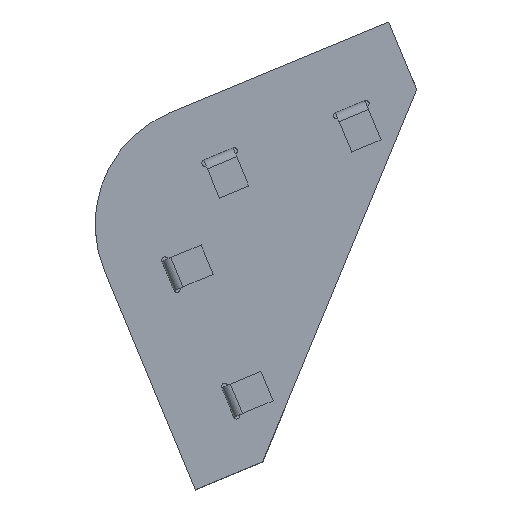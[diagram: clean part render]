
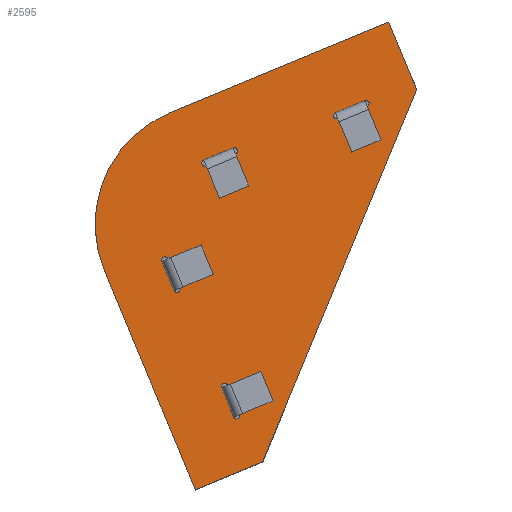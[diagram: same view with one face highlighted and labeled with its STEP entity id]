
A CAD part, top view. The second image highlights one B-rep face of the part: STEP entity #2595.
In plain terms, the highlighted face is planar.
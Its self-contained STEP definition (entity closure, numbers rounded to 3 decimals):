
#374=CIRCLE('',#2698,38.);
#376=CIRCLE('',#2704,1.);
#378=CIRCLE('',#2708,1.);
#380=CIRCLE('',#2712,1.);
#382=CIRCLE('',#2716,1.);
#384=CIRCLE('',#2720,1.);
#386=CIRCLE('',#2724,1.);
#388=CIRCLE('',#2728,1.);
#390=CIRCLE('',#2732,1.);
#472=VERTEX_POINT('',#3522);
#473=VERTEX_POINT('',#3524);
#475=VERTEX_POINT('',#3530);
#477=VERTEX_POINT('',#3536);
#479=VERTEX_POINT('',#3542);
#481=VERTEX_POINT('',#3548);
#484=VERTEX_POINT('',#3558);
#485=VERTEX_POINT('',#3560);
#487=VERTEX_POINT('',#3566);
#489=VERTEX_POINT('',#3572);
#492=VERTEX_POINT('',#3582);
#493=VERTEX_POINT('',#3584);
#495=VERTEX_POINT('',#3590);
#497=VERTEX_POINT('',#3596);
#500=VERTEX_POINT('',#3606);
#501=VERTEX_POINT('',#3608);
#503=VERTEX_POINT('',#3614);
#505=VERTEX_POINT('',#3620);
#508=VERTEX_POINT('',#3630);
#509=VERTEX_POINT('',#3632);
#511=VERTEX_POINT('',#3638);
#513=VERTEX_POINT('',#3644);
#708=VECTOR('',#2911,1.);
#712=VECTOR('',#2916,1.);
#716=VECTOR('',#2927,1.);
#719=VECTOR('',#2931,1.);
#721=VECTOR('',#2934,1.);
#726=VECTOR('',#2946,1.);
#729=VECTOR('',#2956,1.);
#734=VECTOR('',#2968,1.);
#737=VECTOR('',#2978,1.);
#742=VECTOR('',#2990,1.);
#745=VECTOR('',#3000,1.);
#750=VECTOR('',#3012,1.);
#753=VECTOR('',#3022,1.);
#968=LINE('',#3523,#708);
#972=LINE('',#3531,#712);
#976=LINE('',#3543,#716);
#979=LINE('',#3549,#719);
#981=LINE('',#3552,#721);
#986=LINE('',#3567,#726);
#989=LINE('',#3576,#729);
#994=LINE('',#3591,#734);
#997=LINE('',#3600,#737);
#1002=LINE('',#3615,#742);
#1005=LINE('',#3624,#745);
#1010=LINE('',#3639,#750);
#1013=LINE('',#3648,#753);
#1228=EDGE_CURVE('',#472,#473,#968,.T.);
#1232=EDGE_CURVE('',#475,#472,#972,.T.);
#1235=EDGE_CURVE('',#477,#475,#374,.T.);
#1238=EDGE_CURVE('',#479,#477,#976,.T.);
#1241=EDGE_CURVE('',#481,#479,#979,.T.);
#1243=EDGE_CURVE('',#473,#481,#981,.T.);
#1246=EDGE_CURVE('',#485,#484,#376,.T.);
#1250=EDGE_CURVE('',#487,#484,#986,.T.);
#1253=EDGE_CURVE('',#487,#489,#378,.T.);
#1255=EDGE_CURVE('',#485,#489,#989,.T.);
#1258=EDGE_CURVE('',#493,#492,#380,.T.);
#1262=EDGE_CURVE('',#495,#492,#994,.T.);
#1265=EDGE_CURVE('',#495,#497,#382,.T.);
#1267=EDGE_CURVE('',#493,#497,#997,.T.);
#1270=EDGE_CURVE('',#501,#500,#384,.T.);
#1274=EDGE_CURVE('',#503,#500,#1002,.T.);
#1277=EDGE_CURVE('',#503,#505,#386,.T.);
#1279=EDGE_CURVE('',#501,#505,#1005,.T.);
#1282=EDGE_CURVE('',#509,#508,#388,.T.);
#1286=EDGE_CURVE('',#511,#508,#1010,.T.);
#1289=EDGE_CURVE('',#511,#513,#390,.T.);
#1291=EDGE_CURVE('',#509,#513,#1013,.T.);
#1682=ORIENTED_EDGE('',*,*,#1291,.F.);
#1683=ORIENTED_EDGE('',*,*,#1282,.T.);
#1684=ORIENTED_EDGE('',*,*,#1286,.F.);
#1685=ORIENTED_EDGE('',*,*,#1289,.T.);
#1686=ORIENTED_EDGE('',*,*,#1279,.F.);
#1687=ORIENTED_EDGE('',*,*,#1270,.T.);
#1688=ORIENTED_EDGE('',*,*,#1274,.F.);
#1689=ORIENTED_EDGE('',*,*,#1277,.T.);
#1690=ORIENTED_EDGE('',*,*,#1267,.F.);
#1691=ORIENTED_EDGE('',*,*,#1258,.T.);
#1692=ORIENTED_EDGE('',*,*,#1262,.F.);
#1693=ORIENTED_EDGE('',*,*,#1265,.T.);
#1694=ORIENTED_EDGE('',*,*,#1255,.F.);
#1695=ORIENTED_EDGE('',*,*,#1246,.T.);
#1696=ORIENTED_EDGE('',*,*,#1250,.F.);
#1697=ORIENTED_EDGE('',*,*,#1253,.T.);
#1698=ORIENTED_EDGE('',*,*,#1228,.F.);
#1699=ORIENTED_EDGE('',*,*,#1232,.F.);
#1700=ORIENTED_EDGE('',*,*,#1235,.F.);
#1701=ORIENTED_EDGE('',*,*,#1238,.F.);
#1702=ORIENTED_EDGE('',*,*,#1241,.F.);
#1703=ORIENTED_EDGE('',*,*,#1243,.F.);
#2291=EDGE_LOOP('',(#1682,#1683,#1684,#1685));
#2292=EDGE_LOOP('',(#1686,#1687,#1688,#1689));
#2293=EDGE_LOOP('',(#1690,#1691,#1692,#1693));
#2294=EDGE_LOOP('',(#1694,#1695,#1696,#1697));
#2295=EDGE_LOOP('',(#1698,#1699,#1700,#1701,#1702,#1703));
#2445=FACE_BOUND('',#2291,.T.);
#2446=FACE_BOUND('',#2292,.T.);
#2447=FACE_BOUND('',#2293,.T.);
#2448=FACE_BOUND('',#2294,.T.);
#2449=FACE_BOUND('',#2295,.T.);
#2595=ADVANCED_FACE('',(#2445,#2446,#2447,#2448,#2449),#4241,.F.);
#2698=AXIS2_PLACEMENT_3D('',#3537,#2922,#2923);
#2704=AXIS2_PLACEMENT_3D('',#3559,#2940,#2941);
#2708=AXIS2_PLACEMENT_3D('',#3573,#2952,#2953);
#2712=AXIS2_PLACEMENT_3D('',#3583,#2962,#2963);
#2716=AXIS2_PLACEMENT_3D('',#3597,#2974,#2975);
#2720=AXIS2_PLACEMENT_3D('',#3607,#2984,#2985);
#2724=AXIS2_PLACEMENT_3D('',#3621,#2996,#2997);
#2728=AXIS2_PLACEMENT_3D('',#3631,#3006,#3007);
#2732=AXIS2_PLACEMENT_3D('',#3645,#3018,#3019);
#2735=AXIS2_PLACEMENT_3D('',#3650,#3024,$);
#2911=DIRECTION('',(0.,-1.,0.));
#2916=DIRECTION('',(-1.,0.,0.));
#2922=DIRECTION('',(0.,0.,1.));
#2923=DIRECTION('',(38.,0.,0.));
#2927=DIRECTION('',(0.,1.,0.));
#2931=DIRECTION('',(1.,0.,0.));
#2934=DIRECTION('',(0.707,-0.707,0.));
#2940=DIRECTION('',(0.,0.,1.));
#2941=DIRECTION('',(1.,0.,0.));
#2946=DIRECTION('',(-1.,0.,0.));
#2952=DIRECTION('',(0.,0.,1.));
#2953=DIRECTION('',(1.,0.,0.));
#2956=DIRECTION('',(1.,0.,0.));
#2962=DIRECTION('',(0.,0.,1.));
#2963=DIRECTION('',(1.,0.,0.));
#2968=DIRECTION('',(0.,-1.,0.));
#2974=DIRECTION('',(0.,0.,1.));
#2975=DIRECTION('',(1.,0.,0.));
#2978=DIRECTION('',(0.,1.,0.));
#2984=DIRECTION('',(0.,0.,1.));
#2985=DIRECTION('',(1.,0.,0.));
#2990=DIRECTION('',(-1.,0.,0.));
#2996=DIRECTION('',(0.,0.,1.));
#2997=DIRECTION('',(1.,0.,0.));
#3000=DIRECTION('',(1.,0.,0.));
#3006=DIRECTION('',(0.,0.,1.));
#3007=DIRECTION('',(1.,0.,0.));
#3012=DIRECTION('',(0.,-1.,0.));
#3018=DIRECTION('',(0.,0.,1.));
#3019=DIRECTION('',(1.,0.,0.));
#3022=DIRECTION('',(0.,1.,0.));
#3024=DIRECTION('',(0.,0.,1.));
#3522=CARTESIAN_POINT('',(-74.47,38.37,0.));
#3523=CARTESIAN_POINT('',(-74.47,32.5,0.));
#3524=CARTESIAN_POINT('',(-74.47,15.37,0.));
#3530=CARTESIAN_POINT('',(0.37,38.37,0.));
#3531=CARTESIAN_POINT('',(0.37,38.37,0.));
#3536=CARTESIAN_POINT('',(38.37,0.37,0.));
#3537=CARTESIAN_POINT('',(0.37,0.37,0.));
#3542=CARTESIAN_POINT('',(38.37,-74.47,0.));
#3543=CARTESIAN_POINT('',(38.37,-74.47,0.));
#3548=CARTESIAN_POINT('',(15.37,-74.47,0.));
#3549=CARTESIAN_POINT('',(15.37,-74.47,0.));
#3552=CARTESIAN_POINT('',(-74.47,15.37,0.));
#3558=CARTESIAN_POINT('',(-57.97,16.37,0.));
#3559=CARTESIAN_POINT('',(-57.97,17.37,0.));
#3560=CARTESIAN_POINT('',(-57.97,18.37,0.));
#3566=CARTESIAN_POINT('',(-47.97,16.37,0.));
#3567=CARTESIAN_POINT('',(-47.97,16.37,0.));
#3572=CARTESIAN_POINT('',(-47.97,18.37,0.));
#3573=CARTESIAN_POINT('',(-47.97,17.37,0.));
#3576=CARTESIAN_POINT('',(-57.97,18.37,0.));
#3582=CARTESIAN_POINT('',(20.5,-13.9,0.));
#3583=CARTESIAN_POINT('',(19.5,-13.9,0.));
#3584=CARTESIAN_POINT('',(18.5,-13.9,0.));
#3590=CARTESIAN_POINT('',(20.5,-3.9,0.));
#3591=CARTESIAN_POINT('',(20.5,-3.9,0.));
#3596=CARTESIAN_POINT('',(18.5,-3.9,0.));
#3597=CARTESIAN_POINT('',(19.5,-3.9,0.));
#3600=CARTESIAN_POINT('',(18.5,-13.9,0.));
#3606=CARTESIAN_POINT('',(-13.9,18.5,0.));
#3607=CARTESIAN_POINT('',(-13.9,19.5,0.));
#3608=CARTESIAN_POINT('',(-13.9,20.5,0.));
#3614=CARTESIAN_POINT('',(-3.9,18.5,0.));
#3615=CARTESIAN_POINT('',(-3.9,18.5,0.));
#3620=CARTESIAN_POINT('',(-3.9,20.5,0.));
#3621=CARTESIAN_POINT('',(-3.9,19.5,0.));
#3624=CARTESIAN_POINT('',(-13.9,20.5,0.));
#3630=CARTESIAN_POINT('',(18.37,-57.97,0.));
#3631=CARTESIAN_POINT('',(17.37,-57.97,0.));
#3632=CARTESIAN_POINT('',(16.37,-57.97,0.));
#3638=CARTESIAN_POINT('',(18.37,-47.97,0.));
#3639=CARTESIAN_POINT('',(18.37,-47.97,0.));
#3644=CARTESIAN_POINT('',(16.37,-47.97,0.));
#3645=CARTESIAN_POINT('',(17.37,-47.97,0.));
#3648=CARTESIAN_POINT('',(16.37,-57.97,0.));
#3650=CARTESIAN_POINT('',(-8.669,-8.669,0.));
#4241=PLANE('',#2735);
